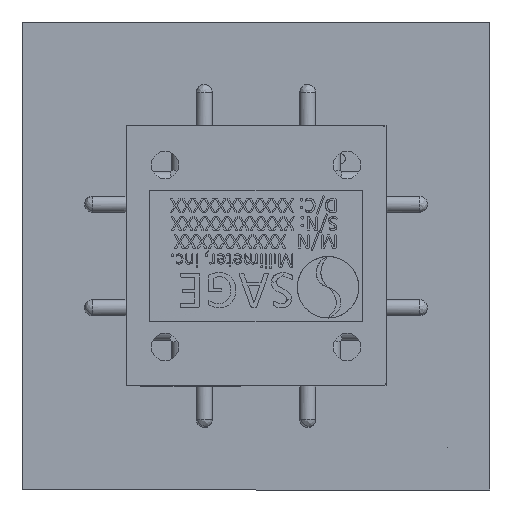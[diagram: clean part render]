
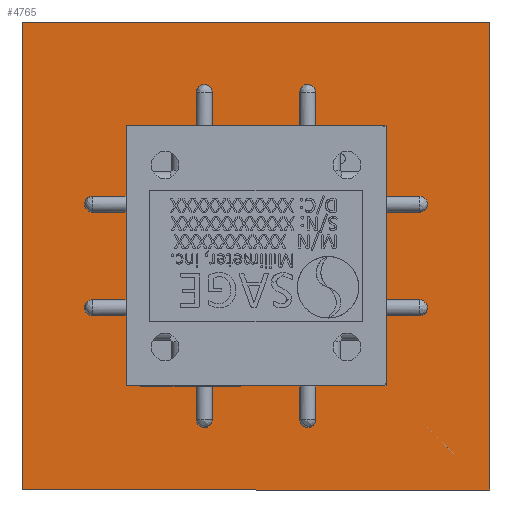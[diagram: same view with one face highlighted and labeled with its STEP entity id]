
A CAD part, front view. The second image highlights one B-rep face of the part: STEP entity #4765.
In plain terms, the highlighted planar face has unit normal (0, 1, 0).
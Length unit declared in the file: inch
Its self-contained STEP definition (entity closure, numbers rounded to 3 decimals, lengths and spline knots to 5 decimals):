
#206 = EDGE_CURVE ( 'NONE', #33130, #20721, #2532, .T. ) ;
#1045 = VECTOR ( 'NONE', #28975, 39.37008 ) ;
#1224 = EDGE_CURVE ( 'NONE', #24483, #12060, #7588, .T. ) ;
#1943 = EDGE_CURVE ( 'NONE', #23273, #34466, #39425, .T. ) ;
#2045 = CARTESIAN_POINT ( 'NONE',  ( 0., 1., 0. ) ) ;
#2400 = DIRECTION ( 'NONE',  ( 1., 0., 0. ) ) ;
#2532 = LINE ( 'NONE', #29112, #1045 ) ;
#3267 = LINE ( 'NONE', #32408, #16766 ) ;
#4204 = DIRECTION ( 'NONE',  ( -1., 0., 0. ) ) ;
#4765 = ADVANCED_FACE ( 'NONE', ( #18856, #37279 ), #30919, .T. ) ;
#5490 = ORIENTED_EDGE ( 'NONE', *, *, #28399, .T. ) ;
#6852 = LINE ( 'NONE', #31892, #23789 ) ;
#7588 = LINE ( 'NONE', #28239, #21026 ) ;
#8171 = ORIENTED_EDGE ( 'NONE', *, *, #206, .T. ) ;
#8185 = EDGE_CURVE ( 'NONE', #22742, #33130, #3267, .T. ) ;
#8342 = CARTESIAN_POINT ( 'NONE',  ( 0.9, 1., 0. ) ) ;
#8543 = LINE ( 'NONE', #34190, #17986 ) ;
#11176 = CARTESIAN_POINT ( 'NONE',  ( 0.5, 1., -0.5 ) ) ;
#12060 = VERTEX_POINT ( 'NONE', #15403 ) ;
#12717 = CARTESIAN_POINT ( 'NONE',  ( -0.5, 1., 0. ) ) ;
#12741 = EDGE_CURVE ( 'NONE', #12060, #23273, #6852, .T. ) ;
#13127 = DIRECTION ( 'NONE',  ( 0., 0., -1. ) ) ;
#14537 = VECTOR ( 'NONE', #13127, 39.37008 ) ;
#14925 = DIRECTION ( 'NONE',  ( 0., 0., 1. ) ) ;
#15403 = CARTESIAN_POINT ( 'NONE',  ( 0.5, 1., 0.5 ) ) ;
#16509 = DIRECTION ( 'NONE',  ( 0., 0., 1. ) ) ;
#16766 = VECTOR ( 'NONE', #16509, 39.37008 ) ;
#17210 = ORIENTED_EDGE ( 'NONE', *, *, #1943, .T. ) ;
#17790 = VECTOR ( 'NONE', #27516, 39.37008 ) ;
#17986 = VECTOR ( 'NONE', #2400, 39.37008 ) ;
#18277 = ORIENTED_EDGE ( 'NONE', *, *, #1224, .T. ) ;
#18856 = FACE_BOUND ( 'NONE', #37829, .T. ) ;
#19858 = CARTESIAN_POINT ( 'NONE',  ( -0.9, 1., 0.9 ) ) ;
#20721 = VERTEX_POINT ( 'NONE', #29995 ) ;
#20770 = EDGE_LOOP ( 'NONE', ( #36024, #39077, #8171, #33744 ) ) ;
#20780 = LINE ( 'NONE', #8342, #17790 ) ;
#21026 = VECTOR ( 'NONE', #40616, 39.37008 ) ;
#21172 = EDGE_CURVE ( 'NONE', #21786, #22742, #23482, .T. ) ;
#21610 = DIRECTION ( 'NONE',  ( 0., 1., 0. ) ) ;
#21786 = VERTEX_POINT ( 'NONE', #27379 ) ;
#22303 = CARTESIAN_POINT ( 'NONE',  ( -0.9, 1., -0.9 ) ) ;
#22742 = VERTEX_POINT ( 'NONE', #22303 ) ;
#23273 = VERTEX_POINT ( 'NONE', #26907 ) ;
#23482 = LINE ( 'NONE', #30244, #40876 ) ;
#23789 = VECTOR ( 'NONE', #35239, 39.37008 ) ;
#24483 = VERTEX_POINT ( 'NONE', #11176 ) ;
#24831 = ORIENTED_EDGE ( 'NONE', *, *, #12741, .T. ) ;
#26907 = CARTESIAN_POINT ( 'NONE',  ( -0.5, 1., 0.5 ) ) ;
#27043 = AXIS2_PLACEMENT_3D ( 'NONE', #2045, #21610, #14925 ) ;
#27379 = CARTESIAN_POINT ( 'NONE',  ( 0.9, 1., -0.9 ) ) ;
#27516 = DIRECTION ( 'NONE',  ( 0., 0., -1. ) ) ;
#28239 = CARTESIAN_POINT ( 'NONE',  ( 0.5, 1., 0. ) ) ;
#28399 = EDGE_CURVE ( 'NONE', #34466, #24483, #8543, .T. ) ;
#28975 = DIRECTION ( 'NONE',  ( 1., 0., 0. ) ) ;
#29112 = CARTESIAN_POINT ( 'NONE',  ( 0., 1., 0.9 ) ) ;
#29995 = CARTESIAN_POINT ( 'NONE',  ( 0.9, 1., 0.9 ) ) ;
#30244 = CARTESIAN_POINT ( 'NONE',  ( 0., 1., -0.9 ) ) ;
#30404 = CARTESIAN_POINT ( 'NONE',  ( -0.5, 1., -0.5 ) ) ;
#30919 = PLANE ( 'NONE',  #27043 ) ;
#31892 = CARTESIAN_POINT ( 'NONE',  ( 0., 1., 0.5 ) ) ;
#32408 = CARTESIAN_POINT ( 'NONE',  ( -0.9, 1., 0. ) ) ;
#32783 = EDGE_CURVE ( 'NONE', #20721, #21786, #20780, .T. ) ;
#33130 = VERTEX_POINT ( 'NONE', #19858 ) ;
#33744 = ORIENTED_EDGE ( 'NONE', *, *, #32783, .T. ) ;
#34190 = CARTESIAN_POINT ( 'NONE',  ( 0., 1., -0.5 ) ) ;
#34466 = VERTEX_POINT ( 'NONE', #30404 ) ;
#35239 = DIRECTION ( 'NONE',  ( -1., 0., 0. ) ) ;
#36024 = ORIENTED_EDGE ( 'NONE', *, *, #21172, .T. ) ;
#37279 = FACE_OUTER_BOUND ( 'NONE', #20770, .T. ) ;
#37829 = EDGE_LOOP ( 'NONE', ( #17210, #5490, #18277, #24831 ) ) ;
#39077 = ORIENTED_EDGE ( 'NONE', *, *, #8185, .T. ) ;
#39425 = LINE ( 'NONE', #12717, #14537 ) ;
#40616 = DIRECTION ( 'NONE',  ( 0., 0., 1. ) ) ;
#40876 = VECTOR ( 'NONE', #4204, 39.37008 ) ;
